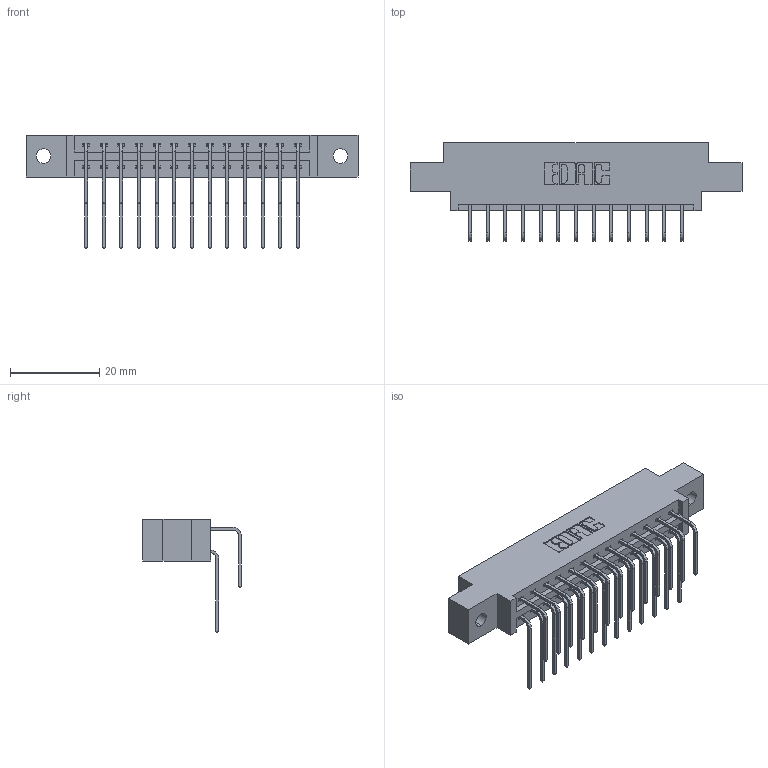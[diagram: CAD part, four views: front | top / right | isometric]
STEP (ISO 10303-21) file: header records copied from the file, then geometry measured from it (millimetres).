
FILE_DESCRIPTION (( 'STEP AP203' ), '1' );
FILE_NAME ('337-026-558-802.STEP', '2018-08-06T06:32:57', ( '' ), ( '' ), 'SwSTEP 2.0', 'SolidWorks 2016', '' );
FILE_SCHEMA (( 'CONFIG_CONTROL_DESIGN' ));
Length unit declared in the file: inch
Products named in the file (4): 337 Part_0.170 Offset - 0.128 Dia; 345-292-001_558 559 Tail - 1; 345-292-001_558 Tail - 2; 337-026-558-802
Assembly tree (27 placements, depth 2):
  337-026-558-802
    337 Part_0.170 Offset - 0.128 Dia
    345-292-001_558 559 Tail - 1  x13
    345-292-001_558 Tail - 2  x13
Bounding box: 74.52 x 22.17 x 25.53 mm (x, y, z)
Volume: 7463.7 mm3; surface area: 8744.2 mm2
Topology: 27 solids, 27 shells, 1574 faces, 4665 edges, 3074 vertices
Faces by surface type: plane 1114, cylinder 460
Entity records: 15749 total; most frequent: CARTESIAN_POINT 2725, ORIENTED_EDGE 2610, DIRECTION 2353, EDGE_CURVE 1305, VECTOR 1137, LINE 1137, VERTEX_POINT 866, AXIS2_PLACEMENT_3D 608
